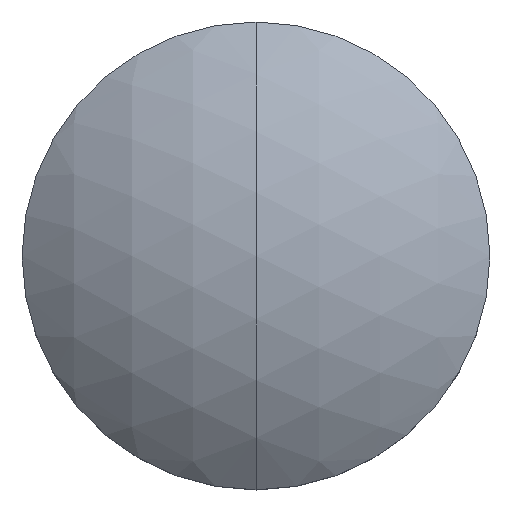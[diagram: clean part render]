
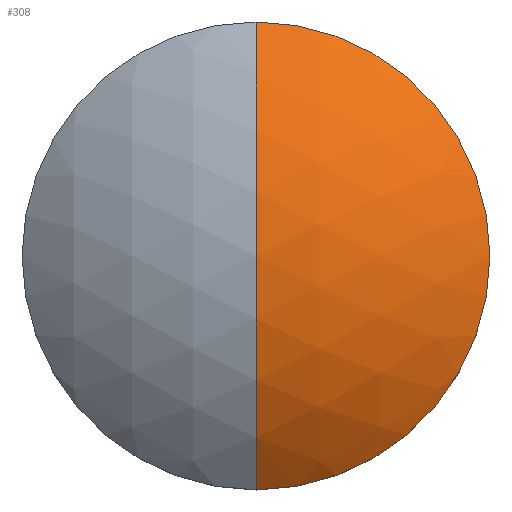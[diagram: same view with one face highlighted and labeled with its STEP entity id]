
A CAD part, top view. The second image highlights one B-rep face of the part: STEP entity #308.
In plain terms, the highlighted spherical face has radius 17.125 mm.
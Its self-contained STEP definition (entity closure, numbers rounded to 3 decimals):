
#180 = EDGE_LOOP ( 'NONE', ( #181, #185, #188, #191 ) ) ;
#181 = ORIENTED_EDGE ( 'NONE', *, *, #182, .F. ) ;
#182 = EDGE_CURVE ( 'NONE', #183, #184, #719, .T. ) ;
#183 = VERTEX_POINT ( 'NONE', #714 ) ;
#184 = VERTEX_POINT ( 'NONE', #713 ) ;
#185 = ORIENTED_EDGE ( 'NONE', *, *, #186, .T. ) ;
#186 = EDGE_CURVE ( 'NONE', #183, #187, #712, .T. ) ;
#187 = VERTEX_POINT ( 'NONE', #817 ) ;
#188 = ORIENTED_EDGE ( 'NONE', *, *, #189, .F. ) ;
#189 = EDGE_CURVE ( 'NONE', #190, #187, #816, .T. ) ;
#190 = VERTEX_POINT ( 'NONE', #811 ) ;
#191 = ORIENTED_EDGE ( 'NONE', *, *, #192, .F. ) ;
#192 = EDGE_CURVE ( 'NONE', #184, #190, #809, .T. ) ;
#308 = ADVANCED_FACE ( 'NONE', ( #858 ), #856, .T. ) ;
#712 = CIRCLE ( 'NONE', #821, 17.125 ) ;
#713 = CARTESIAN_POINT ( 'NONE',  ( 0., 11., 26. ) ) ;
#714 = CARTESIAN_POINT ( 'NONE',  ( 0., 0., 30. ) ) ;
#715 = DIRECTION ( 'NONE',  ( 0., 0., 1. ) ) ;
#716 = DIRECTION ( 'NONE',  ( -1., 0., 0. ) ) ;
#717 = CARTESIAN_POINT ( 'NONE',  ( 0., 0., 12.875 ) ) ;
#718 = AXIS2_PLACEMENT_3D ( 'NONE', #717, #716, #715 ) ;
#719 = CIRCLE ( 'NONE', #718, 17.125 ) ;
#805 = DIRECTION ( 'NONE',  ( -1., 0., 0. ) ) ;
#806 = DIRECTION ( 'NONE',  ( 0., 0., -1. ) ) ;
#807 = CARTESIAN_POINT ( 'NONE',  ( 0., 0., 26. ) ) ;
#808 = AXIS2_PLACEMENT_3D ( 'NONE', #807, #806, #805 ) ;
#809 = CIRCLE ( 'NONE', #808, 11. ) ;
#811 = CARTESIAN_POINT ( 'NONE',  ( 11., 0., 26. ) ) ;
#812 = DIRECTION ( 'NONE',  ( -1., 0., 0. ) ) ;
#813 = DIRECTION ( 'NONE',  ( 0., 0., -1. ) ) ;
#814 = CARTESIAN_POINT ( 'NONE',  ( 0., 0., 26. ) ) ;
#815 = AXIS2_PLACEMENT_3D ( 'NONE', #814, #813, #812 ) ;
#816 = CIRCLE ( 'NONE', #815, 11. ) ;
#817 = CARTESIAN_POINT ( 'NONE',  ( 0., -11., 26. ) ) ;
#818 = DIRECTION ( 'NONE',  ( 0., 1., 0. ) ) ;
#819 = DIRECTION ( 'NONE',  ( 1., 0., 0. ) ) ;
#820 = CARTESIAN_POINT ( 'NONE',  ( 0., 0., 12.875 ) ) ;
#821 = AXIS2_PLACEMENT_3D ( 'NONE', #820, #819, #818 ) ;
#853 = DIRECTION ( 'NONE',  ( 0., 1., 0. ) ) ;
#854 = DIRECTION ( 'NONE',  ( 1., 0., 0. ) ) ;
#855 = AXIS2_PLACEMENT_3D ( 'NONE', #857, #854, #853 ) ;
#856 = SPHERICAL_SURFACE ( 'NONE', #855, 17.125 ) ;
#857 = CARTESIAN_POINT ( 'NONE',  ( 0., 0., 12.875 ) ) ;
#858 = FACE_OUTER_BOUND ( 'NONE', #180, .T. ) ;
